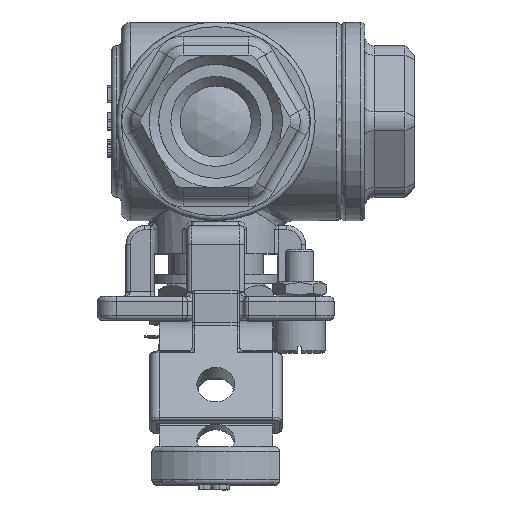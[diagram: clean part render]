
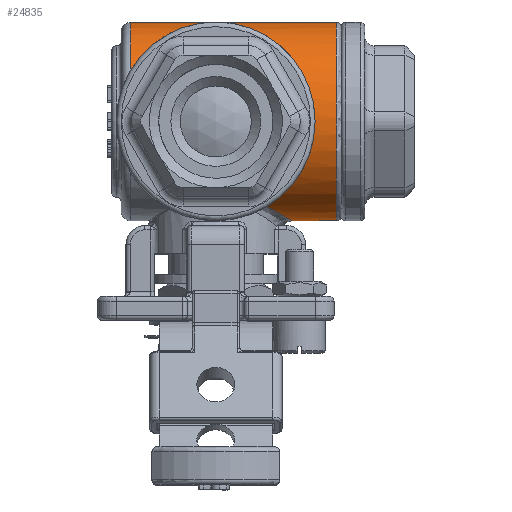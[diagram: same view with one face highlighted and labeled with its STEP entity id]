
A CAD part, top view. The second image highlights one B-rep face of the part: STEP entity #24835.
In plain terms, the highlighted cylindrical face has radius 21 mm (diameter 42 mm), a full revolution.
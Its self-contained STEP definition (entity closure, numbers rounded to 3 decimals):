
#918=B_SPLINE_CURVE_WITH_KNOTS('',3,(#39113,#39114,#39115,#39116,#39117,
#39118),.UNSPECIFIED.,.F.,.F.,(4,1,1,4),(0.,0.888,1.479,
2.071),.UNSPECIFIED.);
#919=B_SPLINE_CURVE_WITH_KNOTS('',3,(#39120,#39121,#39122,#39123,#39124,
#39125,#39126,#39127,#39128),.UNSPECIFIED.,.F.,.F.,(4,1,1,1,1,1,4),(-12.052,
-11.701,-11.202,-10.703,-10.203,-9.205,
-8.854),.UNSPECIFIED.);
#920=B_SPLINE_CURVE_WITH_KNOTS('',3,(#39130,#39131,#39132,#39133,#39134,
#39135,#39136,#39137,#39138,#39139,#39140,#39141,#39142,#39143,#39144,#39145,
#39146,#39147,#39148),.UNSPECIFIED.,.F.,.F.,(4,1,1,1,1,1,1,1,1,1,1,1,1,
1,1,1,4),(0.,0.598,1.196,1.793,2.092,
2.391,2.591,2.79,3.188,3.587,
4.783,5.181,5.978,6.377,7.174,
7.772,8.37),.UNSPECIFIED.);
#921=B_SPLINE_CURVE_WITH_KNOTS('',3,(#39152,#39153,#39154,#39155,#39156,
#39157,#39158,#39159,#39160,#39161,#39162,#39163,#39164,#39165,#39166),
 .UNSPECIFIED.,.F.,.F.,(4,1,1,1,1,1,1,1,1,1,1,1,4),(3.695,4.511,
5.327,5.599,6.144,6.416,6.688,
6.96,7.368,7.776,8.184,8.592,
9.408),.UNSPECIFIED.);
#922=B_SPLINE_CURVE_WITH_KNOTS('',3,(#39167,#39168,#39169,#39170,#39171,
#39172,#39173),.UNSPECIFIED.,.F.,.F.,(4,1,1,1,4),(0.,0.168,
0.251,0.419,0.586),.UNSPECIFIED.);
#5868=CYLINDRICAL_SURFACE('',#26419,21.);
#6090=FACE_BOUND('',#8291,.T.);
#6804=FACE_OUTER_BOUND('',#8290,.T.);
#8290=EDGE_LOOP('',(#18830,#18831,#18832,#18833,#18834,#18835));
#8291=EDGE_LOOP('',(#18836));
#9500=CIRCLE('',#26420,21.);
#9501=CIRCLE('',#26421,21.);
#10961=VERTEX_POINT('',#39111);
#10962=VERTEX_POINT('',#39112);
#10963=VERTEX_POINT('',#39119);
#10964=VERTEX_POINT('',#39129);
#10965=VERTEX_POINT('',#39149);
#10966=VERTEX_POINT('',#39151);
#10967=VERTEX_POINT('',#39174);
#13779=EDGE_CURVE('',#10961,#10962,#918,.T.);
#13780=EDGE_CURVE('',#10963,#10961,#919,.T.);
#13781=EDGE_CURVE('',#10964,#10963,#920,.T.);
#13782=EDGE_CURVE('',#10965,#10964,#9500,.T.);
#13783=EDGE_CURVE('',#10966,#10965,#921,.T.);
#13784=EDGE_CURVE('',#10962,#10966,#922,.T.);
#13785=EDGE_CURVE('',#10967,#10967,#9501,.T.);
#18830=ORIENTED_EDGE('',*,*,#13779,.F.);
#18831=ORIENTED_EDGE('',*,*,#13780,.F.);
#18832=ORIENTED_EDGE('',*,*,#13781,.F.);
#18833=ORIENTED_EDGE('',*,*,#13782,.F.);
#18834=ORIENTED_EDGE('',*,*,#13783,.F.);
#18835=ORIENTED_EDGE('',*,*,#13784,.F.);
#18836=ORIENTED_EDGE('',*,*,#13785,.F.);
#24835=ADVANCED_FACE('',(#6804,#6090),#5868,.T.);
#26419=AXIS2_PLACEMENT_3D('',#39110,#29783,#29784);
#26420=AXIS2_PLACEMENT_3D('',#39150,#29785,#29786);
#26421=AXIS2_PLACEMENT_3D('',#39175,#29787,#29788);
#29783=DIRECTION('center_axis',(1.,0.,0.));
#29784=DIRECTION('ref_axis',(0.,-1.,0.));
#29785=DIRECTION('center_axis',(-1.,0.,0.));
#29786=DIRECTION('ref_axis',(0.,-1.,0.));
#29787=DIRECTION('center_axis',(1.,0.,0.));
#29788=DIRECTION('ref_axis',(0.,-1.,0.));
#39110=CARTESIAN_POINT('Origin',(0.,0.,26.5));
#39111=CARTESIAN_POINT('',(9.189,-17.262,38.461));
#39112=CARTESIAN_POINT('',(19.485,-2.878,47.302));
#39113=CARTESIAN_POINT('Ctrl Pts',(9.188,-17.262,38.46));
#39114=CARTESIAN_POINT('Ctrl Pts',(11.359,-16.128,40.096));
#39115=CARTESIAN_POINT('Ctrl Pts',(14.606,-13.605,42.89));
#39116=CARTESIAN_POINT('Ctrl Pts',(18.048,-8.448,45.977));
#39117=CARTESIAN_POINT('Ctrl Pts',(19.196,-4.793,47.037));
#39118=CARTESIAN_POINT('Ctrl Pts',(19.485,-2.878,47.302));
#39119=CARTESIAN_POINT('',(9.189,-17.261,14.54));
#39120=CARTESIAN_POINT('Ctrl Pts',(9.189,-17.261,14.54));
#39121=CARTESIAN_POINT('Ctrl Pts',(10.079,-17.656,15.11));
#39122=CARTESIAN_POINT('Ctrl Pts',(12.069,-18.645,16.683));
#39123=CARTESIAN_POINT('Ctrl Pts',(14.526,-20.071,19.873));
#39124=CARTESIAN_POINT('Ctrl Pts',(16.064,-21.037,24.171));
#39125=CARTESIAN_POINT('Ctrl Pts',(16.059,-21.046,30.394));
#39126=CARTESIAN_POINT('Ctrl Pts',(13.232,-19.231,35.416));
#39127=CARTESIAN_POINT('Ctrl Pts',(10.078,-17.657,37.895));
#39128=CARTESIAN_POINT('Ctrl Pts',(9.189,-17.262,38.461));
#39129=CARTESIAN_POINT('',(-18.,7.93,7.055));
#39130=CARTESIAN_POINT('Ctrl Pts',(-18.,7.93,7.055));
#39131=CARTESIAN_POINT('Ctrl Pts',(-17.241,9.62,7.744));
#39132=CARTESIAN_POINT('Ctrl Pts',(-15.3,12.648,9.497));
#39133=CARTESIAN_POINT('Ctrl Pts',(-11.573,16.04,12.709));
#39134=CARTESIAN_POINT('Ctrl Pts',(-7.957,17.986,15.542));
#39135=CARTESIAN_POINT('Ctrl Pts',(-4.681,19.017,17.55));
#39136=CARTESIAN_POINT('Ctrl Pts',(-2.233,19.439,18.547));
#39137=CARTESIAN_POINT('Ctrl Pts',(0.095,19.548,
18.83));
#39138=CARTESIAN_POINT('Ctrl Pts',(2.747,19.398,18.441));
#39139=CARTESIAN_POINT('Ctrl Pts',(5.723,18.777,17.012));
#39140=CARTESIAN_POINT('Ctrl Pts',(10.878,16.727,13.417));
#39141=CARTESIAN_POINT('Ctrl Pts',(15.182,13.13,9.586));
#39142=CARTESIAN_POINT('Ctrl Pts',(18.772,6.794,6.366));
#39143=CARTESIAN_POINT('Ctrl Pts',(19.956,1.614,5.26));
#39144=CARTESIAN_POINT('Ctrl Pts',(19.362,-5.014,5.813));
#39145=CARTESIAN_POINT('Ctrl Pts',(17.135,-10.288,7.854));
#39146=CARTESIAN_POINT('Ctrl Pts',(13.359,-14.621,11.196));
#39147=CARTESIAN_POINT('Ctrl Pts',(10.65,-16.498,13.438));
#39148=CARTESIAN_POINT('Ctrl Pts',(9.188,-17.262,14.54));
#39149=CARTESIAN_POINT('',(-18.,7.93,45.945));
#39150=CARTESIAN_POINT('Origin',(-18.,0.,26.5));
#39151=CARTESIAN_POINT('',(19.485,2.878,47.302));
#39152=CARTESIAN_POINT('Ctrl Pts',(19.485,2.878,47.302));
#39153=CARTESIAN_POINT('Ctrl Pts',(19.087,5.519,46.937));
#39154=CARTESIAN_POINT('Ctrl Pts',(17.191,10.438,45.199));
#39155=CARTESIAN_POINT('Ctrl Pts',(13.482,14.477,41.899));
#39156=CARTESIAN_POINT('Ctrl Pts',(9.793,17.046,38.887));
#39157=CARTESIAN_POINT('Ctrl Pts',(7.07,18.326,36.845));
#39158=CARTESIAN_POINT('Ctrl Pts',(3.993,19.161,35.126));
#39159=CARTESIAN_POINT('Ctrl Pts',(1.421,19.526,34.232));
#39160=CARTESIAN_POINT('Ctrl Pts',(-1.82,19.531,34.221));
#39161=CARTESIAN_POINT('Ctrl Pts',(-5.169,18.941,35.658));
#39162=CARTESIAN_POINT('Ctrl Pts',(-8.399,17.757,37.816));
#39163=CARTESIAN_POINT('Ctrl Pts',(-11.329,16.081,40.114));
#39164=CARTESIAN_POINT('Ctrl Pts',(-14.826,13.197,43.076));
#39165=CARTESIAN_POINT('Ctrl Pts',(-16.964,10.238,45.004));
#39166=CARTESIAN_POINT('Ctrl Pts',(-18.,7.93,45.945));
#39167=CARTESIAN_POINT('Ctrl Pts',(19.485,-2.878,47.302));
#39168=CARTESIAN_POINT('Ctrl Pts',(19.566,-2.336,47.377));
#39169=CARTESIAN_POINT('Ctrl Pts',(19.693,-1.519,47.458));
#39170=CARTESIAN_POINT('Ctrl Pts',(19.801,-0.139,
47.512));
#39171=CARTESIAN_POINT('Ctrl Pts',(19.74,1.246,47.485));
#39172=CARTESIAN_POINT('Ctrl Pts',(19.566,2.336,47.377));
#39173=CARTESIAN_POINT('Ctrl Pts',(19.485,2.878,47.302));
#39174=CARTESIAN_POINT('',(25.5,21.,26.5));
#39175=CARTESIAN_POINT('Origin',(25.5,0.,26.5));
